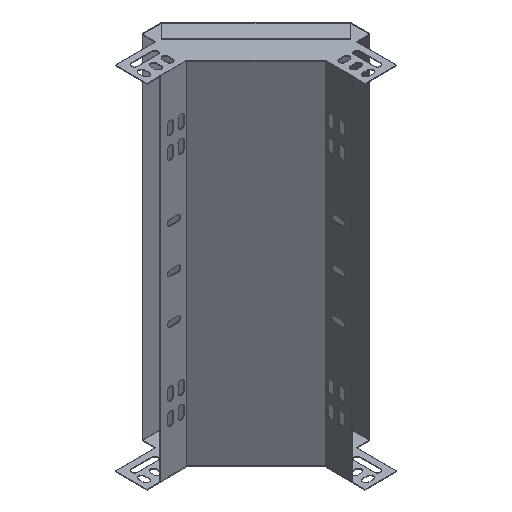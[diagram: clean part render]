
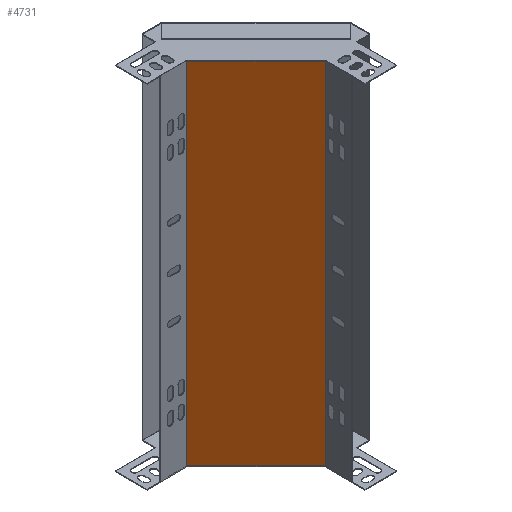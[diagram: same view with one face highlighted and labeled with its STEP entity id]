
A CAD part, isometric view. The second image highlights one B-rep face of the part: STEP entity #4731.
In plain terms, the highlighted planar face has unit normal (-0.707, -0.707, 0).
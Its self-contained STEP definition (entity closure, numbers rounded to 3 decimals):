
#55 = ORIENTED_EDGE ( 'NONE', *, *, #4991, .F. ) ;
#246 = CARTESIAN_POINT ( 'NONE',  ( 27.979, -79.156, 320.829 ) ) ;
#528 = CARTESIAN_POINT ( 'NONE',  ( 27.976, -79.153, -79.171 ) ) ;
#738 = ORIENTED_EDGE ( 'NONE', *, *, #5014, .T. ) ;
#1279 = EDGE_CURVE ( 'NONE', #5934, #5323, #5681, .T. ) ;
#1326 = CARTESIAN_POINT ( 'NONE',  ( -50.86, -0.316, 320.829 ) ) ;
#1384 = VECTOR ( 'NONE', #2427, 1000. ) ;
#1512 = ORIENTED_EDGE ( 'NONE', *, *, #5025, .T. ) ;
#1566 = CARTESIAN_POINT ( 'NONE',  ( -50.86, -0.316, 320.829 ) ) ;
#1618 = CARTESIAN_POINT ( 'NONE',  ( 27.979, -79.156, 320.829 ) ) ;
#2198 = DIRECTION ( 'NONE',  ( 0.707, -0.707, 0. ) ) ;
#2427 = DIRECTION ( 'NONE',  ( -0.707, 0.707, 0. ) ) ;
#2617 = ORIENTED_EDGE ( 'NONE', *, *, #4936, .T. ) ;
#2814 = VECTOR ( 'NONE', #5830, 1000. ) ;
#3118 = ORIENTED_EDGE ( 'NONE', *, *, #1279, .T. ) ;
#3408 = CARTESIAN_POINT ( 'NONE',  ( -11.442, -39.734, 320.829 ) ) ;
#3484 = DIRECTION ( 'NONE',  ( 0., 0., -1. ) ) ;
#3503 = CARTESIAN_POINT ( 'NONE',  ( 27.979, -79.156, -79.171 ) ) ;
#4019 = CARTESIAN_POINT ( 'NONE',  ( 27.979, -79.156, -79.171 ) ) ;
#4061 = DIRECTION ( 'NONE',  ( 0.707, -0.707, 0. ) ) ;
#4298 = LINE ( 'NONE', #5258, #5697 ) ;
#4454 = VERTEX_POINT ( 'NONE', #5523 ) ;
#4487 = LINE ( 'NONE', #4019, #1384 ) ;
#4731 = ADVANCED_FACE ( 'NONE', ( #6467 ), #5022, .T. ) ;
#4852 = CARTESIAN_POINT ( 'NONE',  ( -11.442, -39.734, -79.171 ) ) ;
#4935 = DIRECTION ( 'NONE',  ( 0., 0., -1. ) ) ;
#4936 = EDGE_CURVE ( 'NONE', #4454, #5934, #5252, .T. ) ;
#4970 = EDGE_CURVE ( 'NONE', #6533, #5323, #4487, .T. ) ;
#4991 = EDGE_CURVE ( 'NONE', #6722, #6533, #4298, .T. ) ;
#5014 = EDGE_CURVE ( 'NONE', #6722, #7297, #7226, .T. ) ;
#5022 = PLANE ( 'NONE',  #5495 ) ;
#5025 = EDGE_CURVE ( 'NONE', #7297, #4454, #7044, .T. ) ;
#5252 = LINE ( 'NONE', #1566, #6553 ) ;
#5258 = CARTESIAN_POINT ( 'NONE',  ( 27.976, -79.153, 320.829 ) ) ;
#5323 = VERTEX_POINT ( 'NONE', #4852 ) ;
#5495 = AXIS2_PLACEMENT_3D ( 'NONE', #1618, #5592, #2198 ) ;
#5520 = VECTOR ( 'NONE', #6977, 1000. ) ;
#5523 = CARTESIAN_POINT ( 'NONE',  ( -50.86, -0.316, 320.829 ) ) ;
#5592 = DIRECTION ( 'NONE',  ( -0.707, -0.707, 0. ) ) ;
#5605 = CARTESIAN_POINT ( 'NONE',  ( 27.976, -79.153, 320.829 ) ) ;
#5681 = LINE ( 'NONE', #3503, #5856 ) ;
#5697 = VECTOR ( 'NONE', #3484, 1000. ) ;
#5830 = DIRECTION ( 'NONE',  ( -0.707, 0.707, 0. ) ) ;
#5856 = VECTOR ( 'NONE', #4061, 1000. ) ;
#5934 = VERTEX_POINT ( 'NONE', #6619 ) ;
#6455 = EDGE_LOOP ( 'NONE', ( #7182, #55, #738, #1512, #2617, #3118 ) ) ;
#6467 = FACE_OUTER_BOUND ( 'NONE', #6455, .T. ) ;
#6533 = VERTEX_POINT ( 'NONE', #528 ) ;
#6553 = VECTOR ( 'NONE', #4935, 1000. ) ;
#6619 = CARTESIAN_POINT ( 'NONE',  ( -50.86, -0.316, -79.171 ) ) ;
#6722 = VERTEX_POINT ( 'NONE', #5605 ) ;
#6977 = DIRECTION ( 'NONE',  ( -0.707, 0.707, 0. ) ) ;
#7044 = LINE ( 'NONE', #1326, #5520 ) ;
#7182 = ORIENTED_EDGE ( 'NONE', *, *, #4970, .F. ) ;
#7226 = LINE ( 'NONE', #246, #2814 ) ;
#7297 = VERTEX_POINT ( 'NONE', #3408 ) ;
